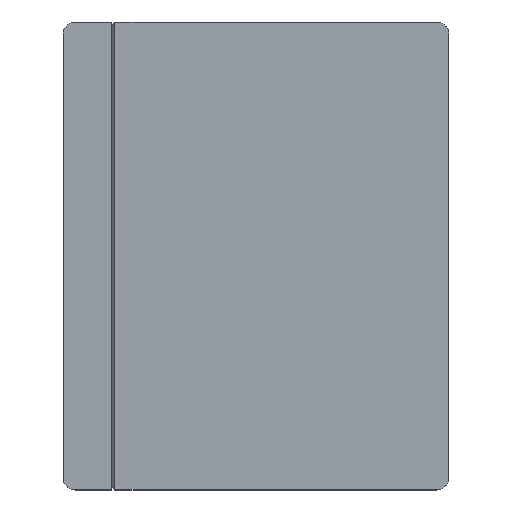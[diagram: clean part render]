
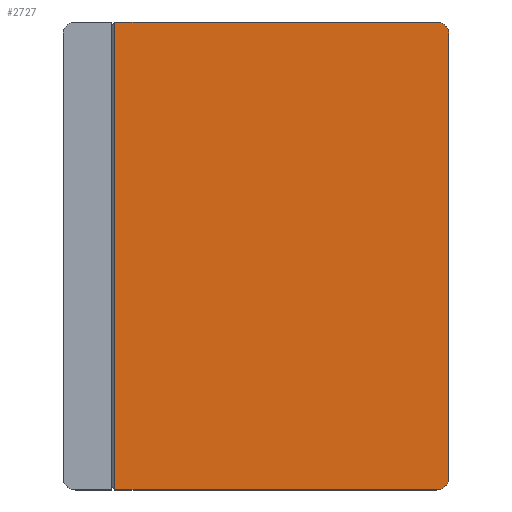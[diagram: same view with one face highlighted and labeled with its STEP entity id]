
A CAD part, top view. The second image highlights one B-rep face of the part: STEP entity #2727.
In plain terms, the highlighted planar face has unit normal (0, 0, 1).
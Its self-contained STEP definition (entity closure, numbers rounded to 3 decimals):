
#96=FACE_OUTER_BOUND('',#244,.T.);
#244=EDGE_LOOP('',(#1922,#1923,#1924,#1925,#1926,#1927));
#389=CIRCLE('',#2895,3.);
#391=CIRCLE('',#2901,3.);
#512=LINE('',#4008,#851);
#514=LINE('',#4016,#853);
#515=LINE('',#4018,#854);
#516=LINE('',#4019,#855);
#851=VECTOR('',#3220,10.);
#853=VECTOR('',#3230,10.);
#854=VECTOR('',#3231,10.);
#855=VECTOR('',#3232,10.);
#1172=VERTEX_POINT('',#3990);
#1173=VERTEX_POINT('',#3992);
#1177=VERTEX_POINT('',#4006);
#1178=VERTEX_POINT('',#4010);
#1179=VERTEX_POINT('',#4015);
#1180=VERTEX_POINT('',#4017);
#1454=EDGE_CURVE('',#1172,#1173,#389,.T.);
#1462=EDGE_CURVE('',#1177,#1172,#512,.T.);
#1464=EDGE_CURVE('',#1178,#1177,#391,.T.);
#1466=EDGE_CURVE('',#1179,#1178,#514,.T.);
#1467=EDGE_CURVE('',#1180,#1179,#515,.T.);
#1468=EDGE_CURVE('',#1180,#1173,#516,.T.);
#1922=ORIENTED_EDGE('',*,*,#1454,.F.);
#1923=ORIENTED_EDGE('',*,*,#1462,.F.);
#1924=ORIENTED_EDGE('',*,*,#1464,.F.);
#1925=ORIENTED_EDGE('',*,*,#1466,.F.);
#1926=ORIENTED_EDGE('',*,*,#1467,.F.);
#1927=ORIENTED_EDGE('',*,*,#1468,.T.);
#2606=PLANE('',#2903);
#2727=ADVANCED_FACE('',(#96),#2606,.T.);
#2895=AXIS2_PLACEMENT_3D('',#3993,#3204,#3205);
#2901=AXIS2_PLACEMENT_3D('',#4012,#3224,#3225);
#2903=AXIS2_PLACEMENT_3D('',#4014,#3228,#3229);
#3204=DIRECTION('center_axis',(0.,0.,-1.));
#3205=DIRECTION('ref_axis',(0.707,-0.707,0.));
#3220=DIRECTION('',(0.,-1.,0.));
#3224=DIRECTION('center_axis',(0.,0.,-1.));
#3225=DIRECTION('ref_axis',(0.707,0.707,0.));
#3228=DIRECTION('center_axis',(0.,0.,1.));
#3229=DIRECTION('ref_axis',(1.,0.,0.));
#3230=DIRECTION('',(1.,0.,0.));
#3231=DIRECTION('',(0.,1.,0.));
#3232=DIRECTION('',(1.,0.,0.));
#3990=CARTESIAN_POINT('',(159.1,-133.6,27.01));
#3992=CARTESIAN_POINT('',(156.1,-136.6,27.01));
#3993=CARTESIAN_POINT('Origin',(156.1,-133.6,27.01));
#4006=CARTESIAN_POINT('',(159.1,-23.6,27.01));
#4008=CARTESIAN_POINT('',(159.1,-25.6,27.01));
#4010=CARTESIAN_POINT('',(156.1,-20.6,27.01));
#4012=CARTESIAN_POINT('Origin',(156.1,-23.6,27.01));
#4014=CARTESIAN_POINT('Origin',(109.8,-78.6,27.01));
#4015=CARTESIAN_POINT('',(76.324,-20.6,27.01));
#4016=CARTESIAN_POINT('',(156.1,-20.6,27.01));
#4017=CARTESIAN_POINT('',(76.324,-136.6,27.01));
#4018=CARTESIAN_POINT('',(76.324,-78.6,27.01));
#4019=CARTESIAN_POINT('',(156.1,-136.6,27.01));
